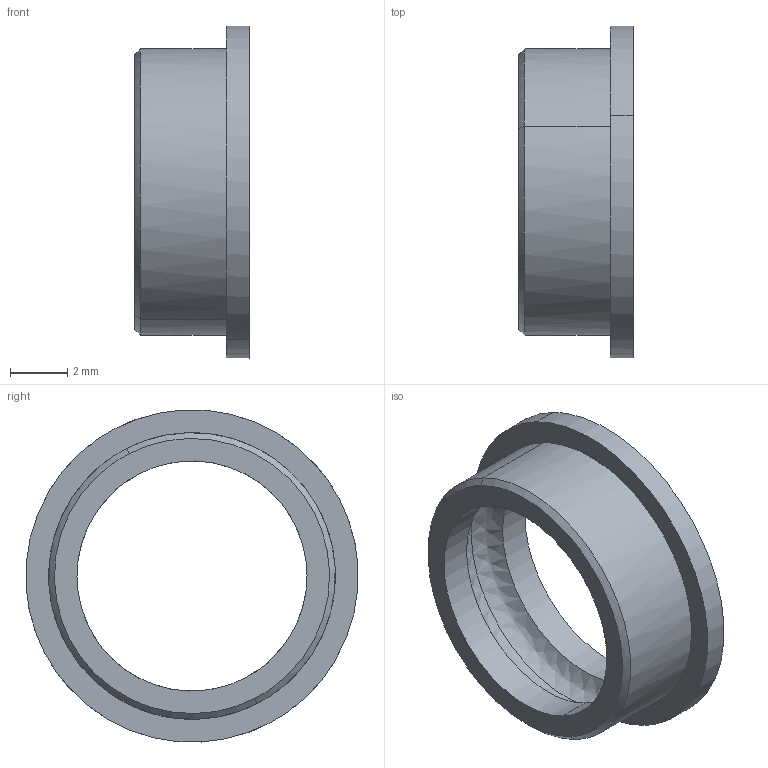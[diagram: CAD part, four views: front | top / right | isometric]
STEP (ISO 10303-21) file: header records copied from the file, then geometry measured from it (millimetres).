
FILE_DESCRIPTION(('FreeCAD Model'),'2;1');
FILE_NAME('MP2453-Thing-O-Matic_2_Radial_Ball_Bearings_7804K168.stp','2016-01-27T22:40:59',( 'FreeCAD'),('FreeCAD'),'Open CASCADE STEP processor 6.8','FreeCAD', 'Unknown');
FILE_SCHEMA(('AUTOMOTIVE_DESIGN_CC2 { 1 2 10303 214 -1 1 5 4 }'));
Length unit declared in the file: millimetre
Products named in the file (1): Open CASCADE STEP translator 6.8 188
Bounding box: 4 x 11.58 x 11.58 mm (x, y, z)
Volume: 109.3 mm3; surface area: 358.7 mm2
Topology: 1 solids, 1 shells, 17 faces, 34 edges, 20 vertices
Faces by surface type: bspline 14, plane 3
Entity records: 2252 total; most frequent: CARTESIAN_POINT 1800, ORIENTED_EDGE 68, PCURVE 68, DEFINITIONAL_REPRESENTATION 68, B_SPLINE_CURVE_WITH_KNOTS 62, EDGE_CURVE 34, SURFACE_CURVE 34, FACE_BOUND 20
